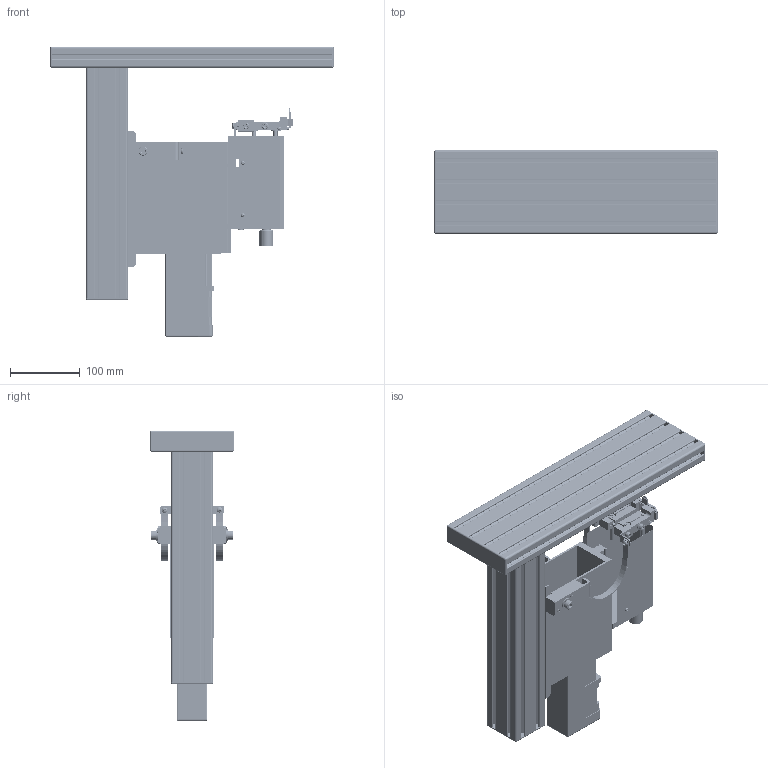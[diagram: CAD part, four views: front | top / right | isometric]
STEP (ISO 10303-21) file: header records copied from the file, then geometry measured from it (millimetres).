
FILE_DESCRIPTION (( 'STEP AP214' ), '1' );
FILE_NAME ('72 Assembly.STEP', '2015-08-12T17:23:44', ( 'user' ), ( '' ), 'SwSTEP 2.0', 'SolidWorks 2012', '' );
FILE_SCHEMA (( 'AUTOMOTIVE_DESIGN' ));
Length unit declared in the file: millimetre
Products named in the file (7): 72 Vertical Base; 72 Horizontal Base; 4-37392-01 Flexure Strap 72; 4-05750-01 Electrode; 4-37577-02 Electrode Holder ASSY; 72 Body; 72 Assembly
Assembly tree (9 placements, depth 2):
  72 Assembly
    72 Body
    4-37577-02 Electrode Holder ASSY  x2
    4-05750-01 Electrode  x2
    4-37392-01 Flexure Strap 72  x2
    72 Horizontal Base
    72 Vertical Base
Bounding box: 406 x 120 x 416.1 mm (x, y, z)
Volume: 1745020.4 mm3; surface area: 1039592.2 mm2
Topology: 80 solids, 80 shells, 2672 faces, 6879 edges, 4408 vertices
Faces by surface type: plane 1323, cylinder 776, bspline 280, cone 269, torus 14, sphere 10
Full cylindrical faces by diameter (mm): 1.143 x16, 2.5 x6, 3.175 x4, 3.277 x2, 3.3 x4, 3.7 x2, 3.962 x6, 4.2 x4, 4.369 x4, 4.572 x4, 5 x52, 5.41 x2, 5.5 x6, 5.512 x2, 5.7 x4, 6 x8, 6.35 x4, 6.4 x4, 6.8 x2, 8 x10, 8.5 x6, 8.8 x4, 9 x2, 10 x4, 12 x4, 12.24 x2, 12.7 x2, 13 x2, 16 x2, 19.533 x2
Entity records: 156379 total; most frequent: CARTESIAN_POINT 69205, ORIENTED_EDGE 12436, DIRECTION 11430, EDGE_CURVE 6218, VERTEX_POINT 4107, AXIS2_PLACEMENT_3D 3972, LINE 3486, VECTOR 3486
